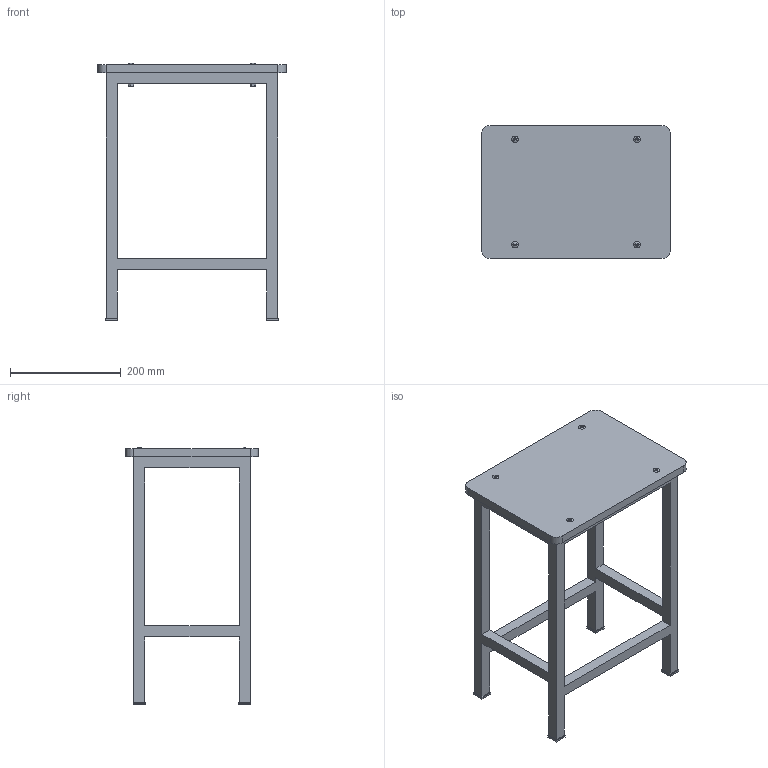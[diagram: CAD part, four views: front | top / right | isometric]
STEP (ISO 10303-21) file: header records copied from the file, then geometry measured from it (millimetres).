
FILE_DESCRIPTION (( 'STEP AP214' ), '1' );
FILE_NAME ('dengzi.STEP', '2025-01-18T09:14:20', ( '' ), ( '' ), 'SwSTEP 2.0', 'SolidWorks 2024', '' );
FILE_SCHEMA (( 'AUTOMOTIVE_DESIGN' ));
Length unit declared in the file: millimetre
Products named in the file (6): dengzi; luomao; hujiao; zhijia; 螺丝; muban
Assembly tree (14 placements, depth 2):
  dengzi
    muban
    zhijia
    螺丝  x4
    luomao  x4
    hujiao  x4
Bounding box: 340 x 240 x 464 mm (x, y, z)
Volume: 2646037.2 mm3; surface area: 470321.4 mm2
Topology: 14 solids, 14 shells, 159 faces, 372 edges, 244 vertices
Faces by surface type: plane 131, cylinder 20, torus 8
Entity records: 2515 total; most frequent: CARTESIAN_POINT 408, DIRECTION 398, ORIENTED_EDGE 384, EDGE_CURVE 192, LINE 170, VECTOR 170, VERTEX_POINT 124, AXIS2_PLACEMENT_3D 114
